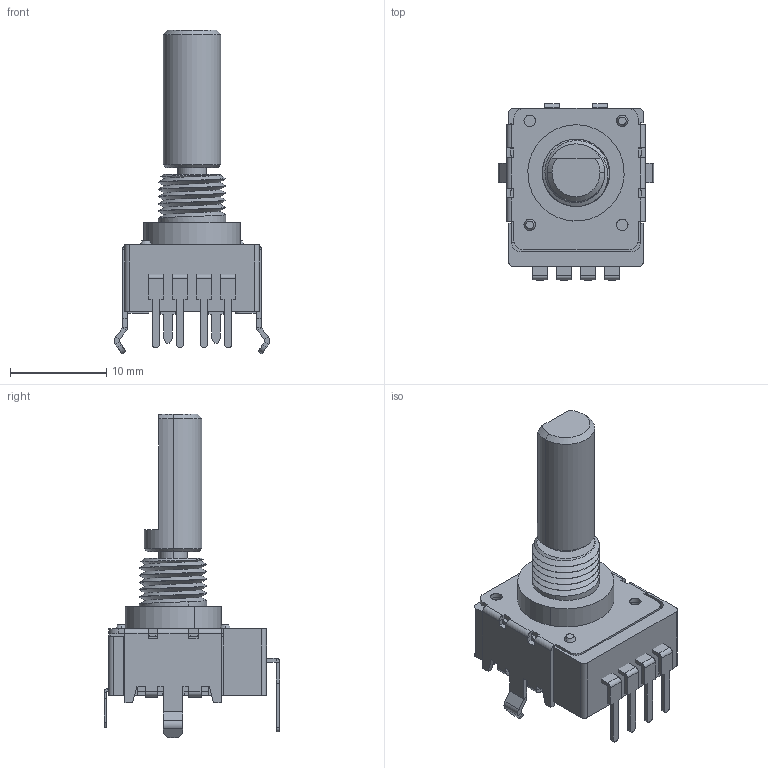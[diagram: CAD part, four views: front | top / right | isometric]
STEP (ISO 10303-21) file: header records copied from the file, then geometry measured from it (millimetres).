
FILE_DESCRIPTION (( 'STEP AP203' ), '1' );
FILE_NAME ('RV142FPF-40B1-20F-0B10K.STEP', '2023-08-01T01:10:02', ( '' ), ( '' ), 'SwSTEP 2.0', 'SolidWorks 2010', '' );
FILE_SCHEMA (( 'CONFIG_CONTROL_DESIGN' ));
Length unit declared in the file: millimetre
Products named in the file (12): 開關端子2; SV09142FP-40; 開關端子1; 主軸20F; RV142FPF-40B1-20F-0B10K; KV22142F(鉚合後固定架); 軸套(B1); KV04142F-XXX; 端子; 開關; 開關外殼A; 彈片(新）
Assembly tree (11 placements, depth 3):
  RV142FPF-40B1-20F-0B10K
    KV04142F-XXX
    主軸20F
    端子
    彈片(新）
    KV22142F(鉚合後固定架)
    開關
      開關外殼A
      開關端子1
      開關端子2
    軸套(B1)
    SV09142FP-40
Bounding box: 16.15 x 18.27 x 33.64 mm (x, y, z)
Volume: 1858.6 mm3; surface area: 4144.4 mm2
Topology: 10 solids, 10 shells, 800 faces, 2042 edges, 1286 vertices
Faces by surface type: plane 511, cylinder 254, cone 19, torus 14, bspline 2
Entity records: 26033 total; most frequent: CARTESIAN_POINT 4982, DIRECTION 4179, ORIENTED_EDGE 4080, EDGE_CURVE 2040, VECTOR 1455, LINE 1455, AXIS2_PLACEMENT_3D 1362, VERTEX_POINT 1286
